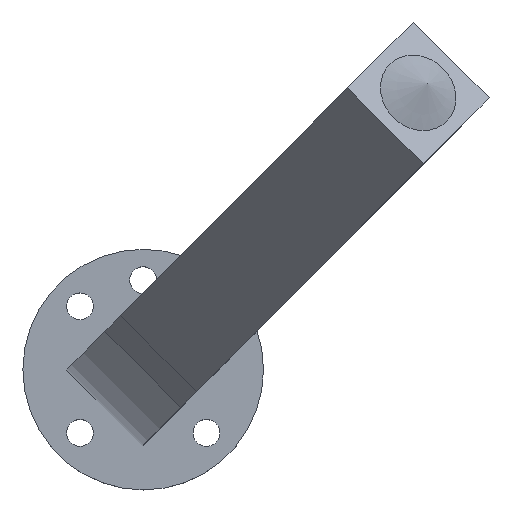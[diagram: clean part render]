
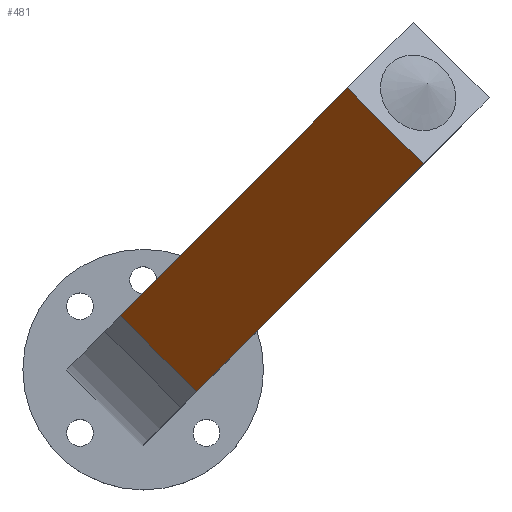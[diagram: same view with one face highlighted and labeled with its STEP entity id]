
A CAD part, top view. The second image highlights one B-rep face of the part: STEP entity #481.
In plain terms, the highlighted face is planar.
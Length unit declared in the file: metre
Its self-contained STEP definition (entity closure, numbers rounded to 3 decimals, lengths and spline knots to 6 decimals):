
#19=LINE('',#793,#45);
#20=LINE('',#796,#46);
#21=LINE('',#798,#47);
#22=LINE('',#800,#48);
#45=VECTOR('',#664,1.);
#46=VECTOR('',#665,1.);
#47=VECTOR('',#666,1.);
#48=VECTOR('',#667,1.);
#98=PLANE('',#578);
#142=ORIENTED_EDGE('',*,*,#234,.F.);
#143=ORIENTED_EDGE('',*,*,#235,.F.);
#144=ORIENTED_EDGE('',*,*,#236,.T.);
#145=ORIENTED_EDGE('',*,*,#237,.T.);
#234=EDGE_CURVE('',#287,#288,#19,.T.);
#235=EDGE_CURVE('',#289,#287,#20,.T.);
#236=EDGE_CURVE('',#289,#290,#21,.T.);
#237=EDGE_CURVE('',#290,#288,#22,.T.);
#287=VERTEX_POINT('',#794);
#288=VERTEX_POINT('',#795);
#289=VERTEX_POINT('',#797);
#290=VERTEX_POINT('',#799);
#368=EDGE_LOOP('',(#142,#143,#144,#145));
#428=FACE_BOUND('',#368,.T.);
#481=ADVANCED_FACE('',(#428),#98,.T.);
#578=AXIS2_PLACEMENT_3D('',#792,#662,#663);
#662=DIRECTION('',(0.,0.,-1.));
#663=DIRECTION('',(-1.,0.,0.));
#664=DIRECTION('',(-1.,0.,0.));
#665=DIRECTION('',(0.,1.,0.));
#666=DIRECTION('',(-1.,0.,0.));
#667=DIRECTION('',(0.,1.,0.));
#792=CARTESIAN_POINT('',(0.,-0.14,-0.012));
#793=CARTESIAN_POINT('',(0.,0.,-0.012));
#794=CARTESIAN_POINT('',(0.012,0.,-0.012));
#795=CARTESIAN_POINT('',(-0.012,0.,-0.012));
#796=CARTESIAN_POINT('',(0.012,-0.14,-0.012));
#797=CARTESIAN_POINT('',(0.012,-0.145,-0.012));
#798=CARTESIAN_POINT('',(0.,-0.145,-0.012));
#799=CARTESIAN_POINT('',(-0.012,-0.145,-0.012));
#800=CARTESIAN_POINT('',(-0.012,-0.14,-0.012));
